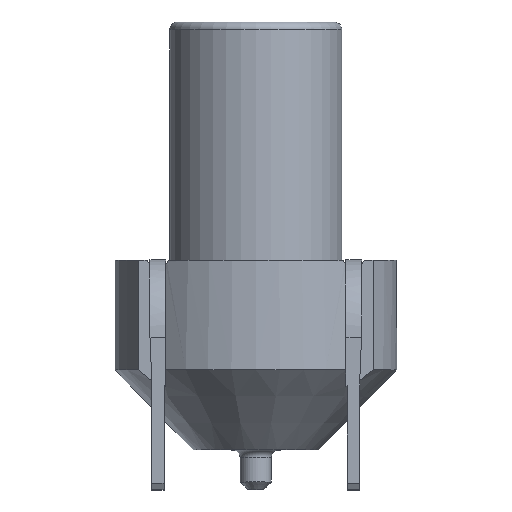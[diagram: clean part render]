
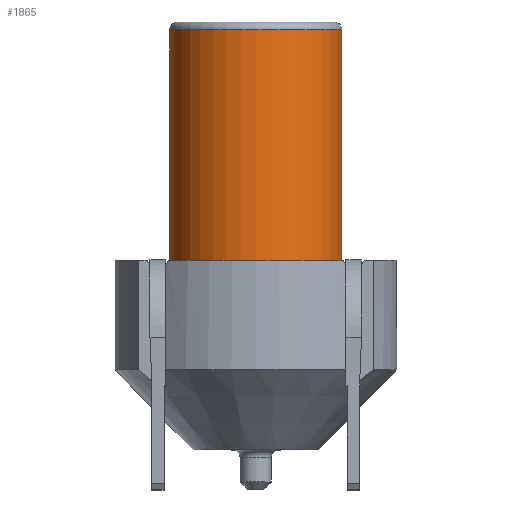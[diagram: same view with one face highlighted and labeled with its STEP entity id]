
A CAD part, top view. The second image highlights one B-rep face of the part: STEP entity #1865.
In plain terms, the highlighted cylindrical face has radius 5.5 mm (diameter 11 mm), a full revolution.
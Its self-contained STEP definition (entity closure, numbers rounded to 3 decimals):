
#33=CYLINDRICAL_SURFACE('',#2042,5.5);
#100=CIRCLE('',#2020,5.5);
#105=CIRCLE('',#2038,5.5);
#171=FACE_OUTER_BOUND('',#277,.T.);
#277=EDGE_LOOP('',(#1450,#1451,#1452,#1453));
#480=LINE('',#3093,#650);
#650=VECTOR('',#2474,5.5);
#841=VERTEX_POINT('',#3055);
#847=VERTEX_POINT('',#3086);
#1058=EDGE_CURVE('',#841,#841,#100,.T.);
#1072=EDGE_CURVE('',#847,#847,#105,.T.);
#1075=EDGE_CURVE('',#841,#847,#480,.T.);
#1450=ORIENTED_EDGE('',*,*,#1058,.F.);
#1451=ORIENTED_EDGE('',*,*,#1075,.T.);
#1452=ORIENTED_EDGE('',*,*,#1072,.F.);
#1453=ORIENTED_EDGE('',*,*,#1075,.F.);
#1865=ADVANCED_FACE('',(#171),#33,.T.);
#2020=AXIS2_PLACEMENT_3D('',#3056,#2421,#2422);
#2038=AXIS2_PLACEMENT_3D('',#3087,#2464,#2465);
#2042=AXIS2_PLACEMENT_3D('',#3092,#2472,#2473);
#2421=DIRECTION('center_axis',(0.,-1.,0.));
#2422=DIRECTION('ref_axis',(-1.,0.,0.));
#2464=DIRECTION('center_axis',(0.,1.,0.));
#2465=DIRECTION('ref_axis',(1.,0.,0.));
#2472=DIRECTION('center_axis',(0.,-1.,0.));
#2473=DIRECTION('ref_axis',(-1.,0.,0.));
#2474=DIRECTION('',(0.,1.,0.));
#3055=CARTESIAN_POINT('',(5.25,-11.4,0.));
#3056=CARTESIAN_POINT('Origin',(-0.25,-11.4,0.));
#3086=CARTESIAN_POINT('',(5.25,3.3,0.));
#3087=CARTESIAN_POINT('Origin',(-0.25,3.3,0.));
#3092=CARTESIAN_POINT('Origin',(-0.25,-3.8,0.));
#3093=CARTESIAN_POINT('',(5.25,-3.8,0.));
